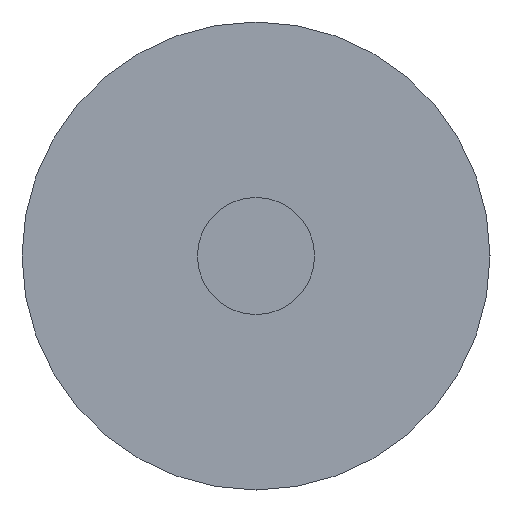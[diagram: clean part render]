
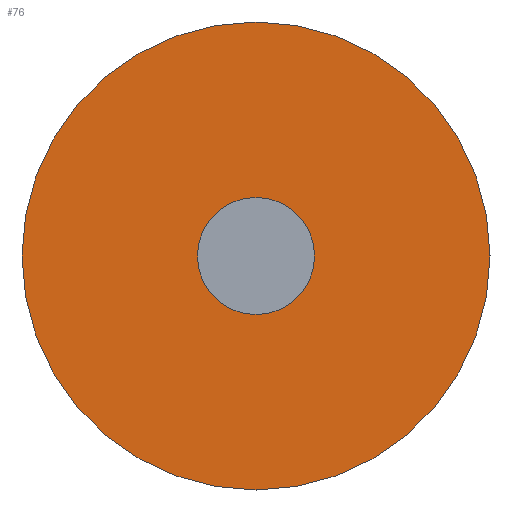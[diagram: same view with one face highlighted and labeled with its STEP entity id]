
A CAD part, front view. The second image highlights one B-rep face of the part: STEP entity #76.
In plain terms, the highlighted planar face has unit normal (0, -1, 0).
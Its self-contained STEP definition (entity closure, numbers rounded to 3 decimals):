
#7 = VERTEX_POINT ( 'NONE', #279 ) ;
#19 = EDGE_CURVE ( 'NONE', #7, #20, #109, .T. ) ;
#20 = VERTEX_POINT ( 'NONE', #105 ) ;
#52 = ORIENTED_EDGE ( 'NONE', *, *, #19, .F. ) ;
#53 = ORIENTED_EDGE ( 'NONE', *, *, #54, .F. ) ;
#54 = EDGE_CURVE ( 'NONE', #20, #7, #166, .T. ) ;
#55 = EDGE_LOOP ( 'NONE', ( #56, #59 ) ) ;
#56 = ORIENTED_EDGE ( 'NONE', *, *, #57, .F. ) ;
#57 = EDGE_CURVE ( 'NONE', #91, #88, #220, .T. ) ;
#59 = ORIENTED_EDGE ( 'NONE', *, *, #90, .F. ) ;
#76 = ADVANCED_FACE ( 'NONE', ( #150, #149 ), #155, .T. ) ;
#77 = EDGE_LOOP ( 'NONE', ( #52, #53 ) ) ;
#88 = VERTEX_POINT ( 'NONE', #133 ) ;
#90 = EDGE_CURVE ( 'NONE', #88, #91, #132, .T. ) ;
#91 = VERTEX_POINT ( 'NONE', #127 ) ;
#105 = CARTESIAN_POINT ( 'NONE',  ( 0., -5., -4. ) ) ;
#106 = DIRECTION ( 'NONE',  ( 0., 0., 1. ) ) ;
#107 = DIRECTION ( 'NONE',  ( 0., 1., 0. ) ) ;
#108 = AXIS2_PLACEMENT_3D ( 'NONE', #115, #107, #106 ) ;
#109 = CIRCLE ( 'NONE', #108, 4. ) ;
#115 = CARTESIAN_POINT ( 'NONE',  ( 0., -5., 0. ) ) ;
#127 = CARTESIAN_POINT ( 'NONE',  ( 0., -5., 1. ) ) ;
#128 = DIRECTION ( 'NONE',  ( 0., 0., -1. ) ) ;
#129 = DIRECTION ( 'NONE',  ( 0., -1., 0. ) ) ;
#130 = CARTESIAN_POINT ( 'NONE',  ( 0., -5., 0. ) ) ;
#131 = AXIS2_PLACEMENT_3D ( 'NONE', #130, #129, #128 ) ;
#132 = CIRCLE ( 'NONE', #131, 1. ) ;
#133 = CARTESIAN_POINT ( 'NONE',  ( 0., -5., -1. ) ) ;
#145 = DIRECTION ( 'NONE',  ( 0., 0., -1. ) ) ;
#146 = DIRECTION ( 'NONE',  ( 0., -1., 0. ) ) ;
#147 = CARTESIAN_POINT ( 'NONE',  ( -4., -5., 0. ) ) ;
#148 = AXIS2_PLACEMENT_3D ( 'NONE', #147, #146, #145 ) ;
#149 = FACE_BOUND ( 'NONE', #55, .T. ) ;
#150 = FACE_OUTER_BOUND ( 'NONE', #77, .T. ) ;
#155 = PLANE ( 'NONE',  #148 ) ;
#162 = DIRECTION ( 'NONE',  ( 0., 0., 1. ) ) ;
#163 = DIRECTION ( 'NONE',  ( 0., 1., 0. ) ) ;
#164 = CARTESIAN_POINT ( 'NONE',  ( 0., -5., 0. ) ) ;
#165 = AXIS2_PLACEMENT_3D ( 'NONE', #164, #163, #162 ) ;
#166 = CIRCLE ( 'NONE', #165, 4. ) ;
#216 = DIRECTION ( 'NONE',  ( 0., 0., -1. ) ) ;
#217 = DIRECTION ( 'NONE',  ( 0., -1., 0. ) ) ;
#218 = CARTESIAN_POINT ( 'NONE',  ( 0., -5., 0. ) ) ;
#219 = AXIS2_PLACEMENT_3D ( 'NONE', #218, #217, #216 ) ;
#220 = CIRCLE ( 'NONE', #219, 1. ) ;
#279 = CARTESIAN_POINT ( 'NONE',  ( 0., -5., 4. ) ) ;
